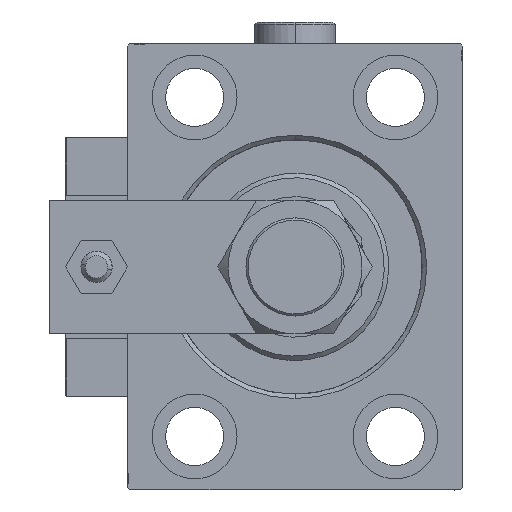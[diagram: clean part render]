
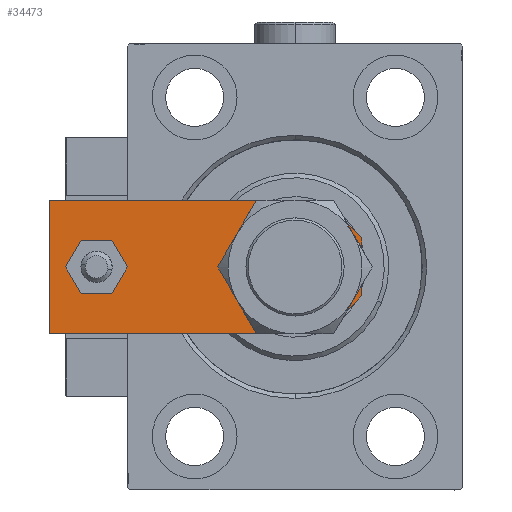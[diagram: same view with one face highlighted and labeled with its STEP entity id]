
A CAD part, left-side view. The second image highlights one B-rep face of the part: STEP entity #34473.
In plain terms, the highlighted face is planar.
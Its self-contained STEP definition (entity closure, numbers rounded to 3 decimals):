
#716 = VECTOR ( 'NONE', #16899, 1000. ) ;
#815 = LINE ( 'NONE', #1616, #32793 ) ;
#1157 = AXIS2_PLACEMENT_3D ( 'NONE', #35467, #22274, #10424 ) ;
#1616 = CARTESIAN_POINT ( 'NONE',  ( -15., 70., 8. ) ) ;
#2400 = ORIENTED_EDGE ( 'NONE', *, *, #23350, .T. ) ;
#2889 = VERTEX_POINT ( 'NONE', #29286 ) ;
#3441 = ORIENTED_EDGE ( 'NONE', *, *, #16632, .F. ) ;
#3915 = VERTEX_POINT ( 'NONE', #42682 ) ;
#4522 = DIRECTION ( 'NONE',  ( 0., 0., 1. ) ) ;
#5453 = EDGE_LOOP ( 'NONE', ( #7214, #17436 ) ) ;
#5786 = EDGE_CURVE ( 'NONE', #30778, #18690, #28250, .T. ) ;
#5878 = DIRECTION ( 'NONE',  ( 1., 0., 0. ) ) ;
#6170 = DIRECTION ( 'NONE',  ( 0.707, -0.707, 0. ) ) ;
#6840 = AXIS2_PLACEMENT_3D ( 'NONE', #21649, #22723, #9531 ) ;
#7120 = EDGE_CURVE ( 'NONE', #27780, #9448, #27476, .T. ) ;
#7214 = ORIENTED_EDGE ( 'NONE', *, *, #46691, .F. ) ;
#7261 = VECTOR ( 'NONE', #6170, 1000. ) ;
#8825 = CARTESIAN_POINT ( 'NONE',  ( 3.25, -3.25, 8. ) ) ;
#9323 = AXIS2_PLACEMENT_3D ( 'NONE', #24356, #27669, #44107 ) ;
#9448 = VERTEX_POINT ( 'NONE', #24091 ) ;
#9531 = DIRECTION ( 'NONE',  ( 1., 0., 0. ) ) ;
#9749 = EDGE_CURVE ( 'NONE', #50610, #29676, #52094, .T. ) ;
#10210 = CARTESIAN_POINT ( 'NONE',  ( -3.25, -3.25, 8. ) ) ;
#10424 = DIRECTION ( 'NONE',  ( 1., 0., 0. ) ) ;
#12511 = CARTESIAN_POINT ( 'NONE',  ( -10., 15., 8. ) ) ;
#14173 = CARTESIAN_POINT ( 'NONE',  ( -15., 70., 8. ) ) ;
#16632 = EDGE_CURVE ( 'NONE', #9448, #27780, #34228, .T. ) ;
#16669 = CIRCLE ( 'NONE', #1157, 10. ) ;
#16899 = DIRECTION ( 'NONE',  ( 0.707, 0.707, 0. ) ) ;
#17245 = EDGE_CURVE ( 'NONE', #29676, #2889, #20410, .T. ) ;
#17436 = ORIENTED_EDGE ( 'NONE', *, *, #5786, .F. ) ;
#17528 = ORIENTED_EDGE ( 'NONE', *, *, #50032, .T. ) ;
#18063 = ORIENTED_EDGE ( 'NONE', *, *, #38953, .T. ) ;
#18690 = VERTEX_POINT ( 'NONE', #12511 ) ;
#19212 = VERTEX_POINT ( 'NONE', #29870 ) ;
#20410 = LINE ( 'NONE', #8825, #716 ) ;
#20778 = DIRECTION ( 'NONE',  ( 1., 0., 0. ) ) ;
#21411 = CARTESIAN_POINT ( 'NONE',  ( 15., 70., 8. ) ) ;
#21649 = CARTESIAN_POINT ( 'NONE',  ( 0., 59.5, 8. ) ) ;
#22274 = DIRECTION ( 'NONE',  ( 0., 0., 1. ) ) ;
#22613 = ORIENTED_EDGE ( 'NONE', *, *, #9749, .T. ) ;
#22723 = DIRECTION ( 'NONE',  ( 0., 0., 1. ) ) ;
#23052 = ORIENTED_EDGE ( 'NONE', *, *, #23549, .T. ) ;
#23350 = EDGE_CURVE ( 'NONE', #2889, #19212, #49042, .T. ) ;
#23549 = EDGE_CURVE ( 'NONE', #44825, #3915, #815, .T. ) ;
#24091 = CARTESIAN_POINT ( 'NONE',  ( 4., 59.5, 8. ) ) ;
#24356 = CARTESIAN_POINT ( 'NONE',  ( 0., 59.5, 8. ) ) ;
#24564 = ORIENTED_EDGE ( 'NONE', *, *, #7120, .F. ) ;
#24845 = CARTESIAN_POINT ( 'NONE',  ( 6.5, 0., 8. ) ) ;
#26346 = FACE_BOUND ( 'NONE', #5453, .T. ) ;
#26877 = DIRECTION ( 'NONE',  ( 0., 0., 1. ) ) ;
#27399 = AXIS2_PLACEMENT_3D ( 'NONE', #49802, #4522, #45215 ) ;
#27476 = CIRCLE ( 'NONE', #6840, 4. ) ;
#27669 = DIRECTION ( 'NONE',  ( 0., 0., 1. ) ) ;
#27780 = VERTEX_POINT ( 'NONE', #31375 ) ;
#28250 = CIRCLE ( 'NONE', #27399, 10. ) ;
#29286 = CARTESIAN_POINT ( 'NONE',  ( 15., 8.5, 8. ) ) ;
#29676 = VERTEX_POINT ( 'NONE', #24845 ) ;
#29870 = CARTESIAN_POINT ( 'NONE',  ( 15., 70., 8. ) ) ;
#30133 = CARTESIAN_POINT ( 'NONE',  ( 10., 15., 8. ) ) ;
#30778 = VERTEX_POINT ( 'NONE', #30133 ) ;
#31375 = CARTESIAN_POINT ( 'NONE',  ( -4., 59.5, 8. ) ) ;
#31797 = CARTESIAN_POINT ( 'NONE',  ( -6.5, 0., 8. ) ) ;
#32097 = CARTESIAN_POINT ( 'NONE',  ( -15., 0., 8. ) ) ;
#32793 = VECTOR ( 'NONE', #34496, 1000. ) ;
#34228 = CIRCLE ( 'NONE', #9323, 4. ) ;
#34420 = FACE_BOUND ( 'NONE', #39210, .T. ) ;
#34473 = ADVANCED_FACE ( 'NONE', ( #34420, #50872, #26346 ), #42790, .T. ) ;
#34496 = DIRECTION ( 'NONE',  ( 0., -1., 0. ) ) ;
#35467 = CARTESIAN_POINT ( 'NONE',  ( 0., 15., 8. ) ) ;
#37854 = DIRECTION ( 'NONE',  ( -1., 0., 0. ) ) ;
#38953 = EDGE_CURVE ( 'NONE', #19212, #44825, #46474, .T. ) ;
#39210 = EDGE_LOOP ( 'NONE', ( #24564, #3441 ) ) ;
#40021 = VECTOR ( 'NONE', #37854, 1000. ) ;
#41431 = ORIENTED_EDGE ( 'NONE', *, *, #17245, .T. ) ;
#42682 = CARTESIAN_POINT ( 'NONE',  ( -15., 8.5, 8. ) ) ;
#42790 = PLANE ( 'NONE',  #48628 ) ;
#43052 = CARTESIAN_POINT ( 'NONE',  ( 0., 0., 8. ) ) ;
#44012 = VECTOR ( 'NONE', #49307, 1000. ) ;
#44107 = DIRECTION ( 'NONE',  ( 1., 0., 0. ) ) ;
#44825 = VERTEX_POINT ( 'NONE', #14173 ) ;
#45215 = DIRECTION ( 'NONE',  ( 1., 0., 0. ) ) ;
#46474 = LINE ( 'NONE', #21411, #40021 ) ;
#46691 = EDGE_CURVE ( 'NONE', #18690, #30778, #16669, .T. ) ;
#47130 = LINE ( 'NONE', #10210, #7261 ) ;
#48628 = AXIS2_PLACEMENT_3D ( 'NONE', #43052, #26877, #5878 ) ;
#49042 = LINE ( 'NONE', #49567, #44012 ) ;
#49307 = DIRECTION ( 'NONE',  ( 0., 1., 0. ) ) ;
#49567 = CARTESIAN_POINT ( 'NONE',  ( 15., 0., 8. ) ) ;
#49615 = EDGE_LOOP ( 'NONE', ( #23052, #17528, #22613, #41431, #2400, #18063 ) ) ;
#49802 = CARTESIAN_POINT ( 'NONE',  ( 0., 15., 8. ) ) ;
#50032 = EDGE_CURVE ( 'NONE', #3915, #50610, #47130, .T. ) ;
#50610 = VERTEX_POINT ( 'NONE', #31797 ) ;
#50872 = FACE_OUTER_BOUND ( 'NONE', #49615, .T. ) ;
#51542 = VECTOR ( 'NONE', #20778, 1000. ) ;
#52094 = LINE ( 'NONE', #32097, #51542 ) ;
